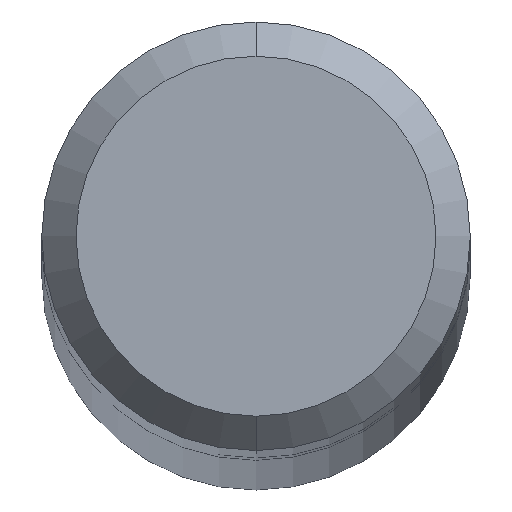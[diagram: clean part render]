
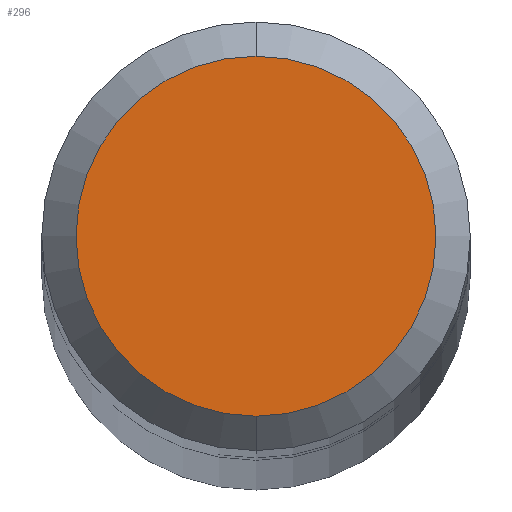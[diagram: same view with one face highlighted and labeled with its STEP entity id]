
A CAD part, top view. The second image highlights one B-rep face of the part: STEP entity #296.
In plain terms, the highlighted planar face has unit normal (0, 0, 1).
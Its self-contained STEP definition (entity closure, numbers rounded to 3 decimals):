
#204=EDGE_CURVE('',#282,#420,#492,.T.);
#282=VERTEX_POINT('',#577);
#296=ADVANCED_FACE('',(#594),#595,.T.);
#402=EDGE_CURVE('',#420,#282,#710,.T.);
#420=VERTEX_POINT('',#733);
#492=CIRCLE('',#838,2.1);
#577=CARTESIAN_POINT('',(0.0,2.1,0.));
#594=FACE_OUTER_BOUND('',#1028,.T.);
#595=PLANE('',#1029);
#710=CIRCLE('',#1286,2.1);
#733=CARTESIAN_POINT('',(0.,-2.1,0.));
#838=AXIS2_PLACEMENT_3D('',#1393,#1394,#1395);
#1028=EDGE_LOOP('',(#1525,#1526));
#1029=AXIS2_PLACEMENT_3D('',#1527,#1528,#1529);
#1286=AXIS2_PLACEMENT_3D('',#1638,#1639,#1640);
#1393=CARTESIAN_POINT('',(0.0,0.0,0.));
#1394=DIRECTION('',(0.0,0.0,-1.0));
#1395=DIRECTION('',(0.0,1.0,0.0));
#1525=ORIENTED_EDGE('',*,*,#204,.F.);
#1526=ORIENTED_EDGE('',*,*,#402,.F.);
#1527=CARTESIAN_POINT('',(0.0,1.05,0.));
#1528=DIRECTION('',(-0.0,0.0,1.0));
#1529=DIRECTION('',(0.0,-1.0,0.0));
#1638=CARTESIAN_POINT('',(0.0,0.0,0.));
#1639=DIRECTION('',(0.0,0.0,-1.0));
#1640=DIRECTION('',(0.0,1.0,0.0));
